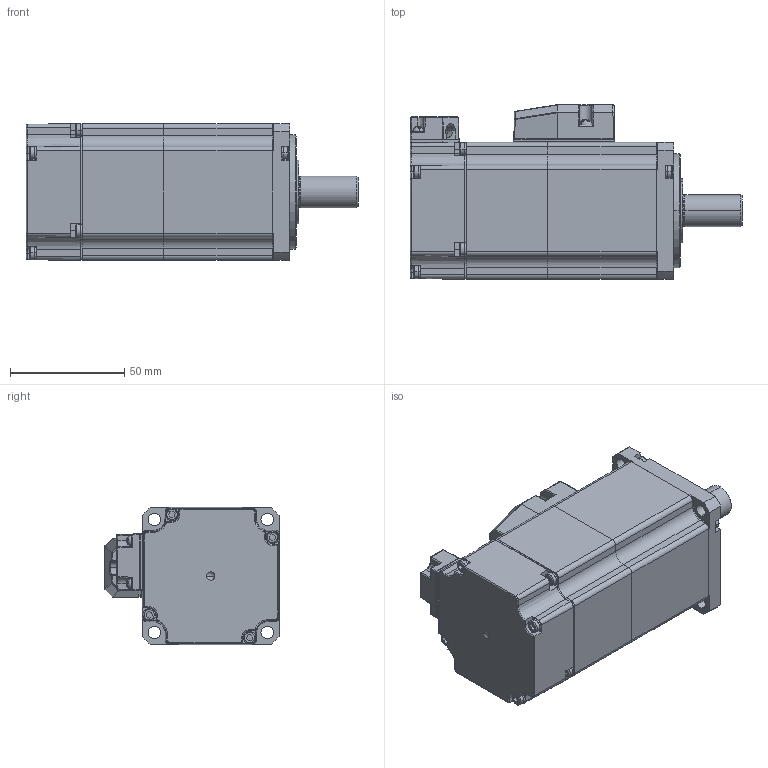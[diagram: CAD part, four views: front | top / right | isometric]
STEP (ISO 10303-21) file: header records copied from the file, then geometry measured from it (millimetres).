
FILE_DESCRIPTION (( 'STEP AP203' ), '1' );
FILE_NAME ('EM1-200W-B-O.STEP', '2019-12-05T05:35:19', ( '' ), ( '' ), 'SwSTEP 2.0', 'SolidWorks 2015', '' );
FILE_SCHEMA (( 'CONFIG_CONTROL_DESIGN' ));
Length unit declared in the file: millimetre
Products named in the file (1): EM1-200W-B-O
Bounding box: 145.5 x 76.55 x 60.1 mm (x, y, z)
Surface area: 49655.2 mm2 (no closed solid volume)
Topology: 0 solids, 36 shells, 684 faces, 2259 edges, 1561 vertices
Faces by surface type: plane 312, cylinder 213, cone 66, torus 50, sphere 39, bspline 4
Entity records: 25834 total; most frequent: CARTESIAN_POINT 6109, DIRECTION 4300, ORIENTED_EDGE 3705, EDGE_CURVE 2219, VERTEX_POINT 1549, AXIS2_PLACEMENT_3D 1545, LINE 1210, VECTOR 1210
